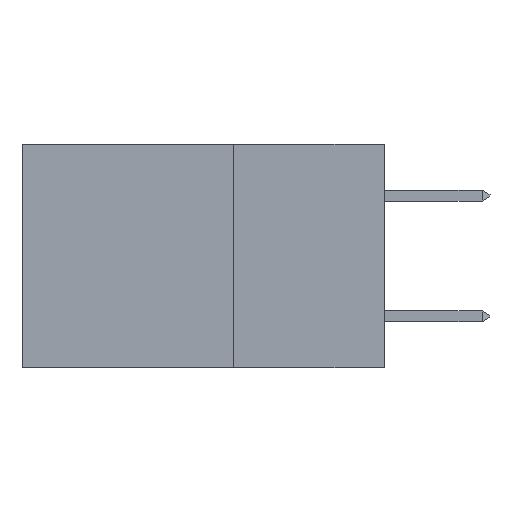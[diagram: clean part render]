
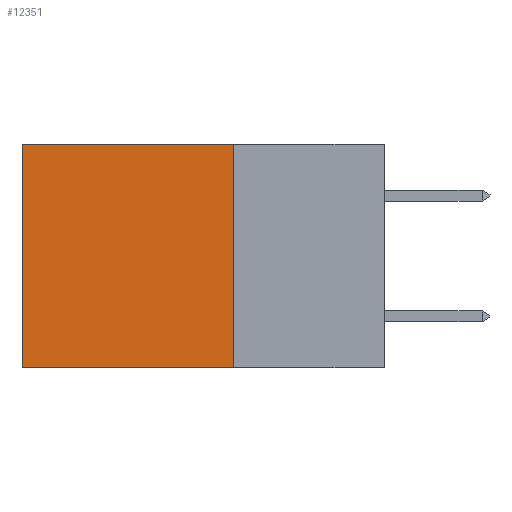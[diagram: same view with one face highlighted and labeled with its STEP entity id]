
A CAD part, left-side view. The second image highlights one B-rep face of the part: STEP entity #12351.
In plain terms, the highlighted planar face has unit normal (-1, 0, 0).
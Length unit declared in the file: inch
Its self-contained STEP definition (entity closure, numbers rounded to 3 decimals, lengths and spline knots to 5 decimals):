
#606 = VECTOR ( 'NONE', #12106, 39.37008 ) ;
#2159 = EDGE_CURVE ( 'NONE', #8538, #10569, #2493, .T. ) ;
#2493 = LINE ( 'NONE', #13511, #22142 ) ;
#3947 = CARTESIAN_POINT ( 'NONE',  ( 0.2875, 0.25, 0. ) ) ;
#4118 = VERTEX_POINT ( 'NONE', #22665 ) ;
#4783 = VECTOR ( 'NONE', #5190, 39.37008 ) ;
#5190 = DIRECTION ( 'NONE',  ( 0., 1., 0. ) ) ;
#5996 = CARTESIAN_POINT ( 'NONE',  ( 0.2875, 0.6, 0. ) ) ;
#6792 = CARTESIAN_POINT ( 'NONE',  ( 0.2875, 0.25, -0.37 ) ) ;
#7717 = ORIENTED_EDGE ( 'NONE', *, *, #2159, .T. ) ;
#8538 = VERTEX_POINT ( 'NONE', #20486 ) ;
#9044 = AXIS2_PLACEMENT_3D ( 'NONE', #3947, #9359, #15178 ) ;
#9359 = DIRECTION ( 'NONE',  ( 1., 0., 0. ) ) ;
#10492 = ORIENTED_EDGE ( 'NONE', *, *, #14103, .F. ) ;
#10569 = VERTEX_POINT ( 'NONE', #20819 ) ;
#12106 = DIRECTION ( 'NONE',  ( 0., 0., -1. ) ) ;
#12351 = ADVANCED_FACE ( 'NONE', ( #24538 ), #15701, .F. ) ;
#13395 = LINE ( 'NONE', #21532, #606 ) ;
#13511 = CARTESIAN_POINT ( 'NONE',  ( 0.2875, 0.25, 0. ) ) ;
#13732 = DIRECTION ( 'NONE',  ( 0., 0., -1. ) ) ;
#13950 = EDGE_CURVE ( 'NONE', #8538, #21432, #13395, .T. ) ;
#14103 = EDGE_CURVE ( 'NONE', #21432, #4118, #24124, .T. ) ;
#15172 = ORIENTED_EDGE ( 'NONE', *, *, #17232, .T. ) ;
#15178 = DIRECTION ( 'NONE',  ( 0., 0., -1. ) ) ;
#15701 = PLANE ( 'NONE',  #9044 ) ;
#17232 = EDGE_CURVE ( 'NONE', #10569, #4118, #19052, .T. ) ;
#17740 = DIRECTION ( 'NONE',  ( 0., 1., 0. ) ) ;
#19052 = LINE ( 'NONE', #5996, #19917 ) ;
#19767 = EDGE_LOOP ( 'NONE', ( #15172, #10492, #24226, #7717 ) ) ;
#19917 = VECTOR ( 'NONE', #13732, 39.37008 ) ;
#20486 = CARTESIAN_POINT ( 'NONE',  ( 0.2875, 0.25, 0. ) ) ;
#20819 = CARTESIAN_POINT ( 'NONE',  ( 0.2875, 0.6, 0. ) ) ;
#21432 = VERTEX_POINT ( 'NONE', #6792 ) ;
#21532 = CARTESIAN_POINT ( 'NONE',  ( 0.2875, 0.25, 0. ) ) ;
#22142 = VECTOR ( 'NONE', #17740, 39.37008 ) ;
#22665 = CARTESIAN_POINT ( 'NONE',  ( 0.2875, 0.6, -0.37 ) ) ;
#24124 = LINE ( 'NONE', #24160, #4783 ) ;
#24160 = CARTESIAN_POINT ( 'NONE',  ( 0.2875, 0.25, -0.37 ) ) ;
#24226 = ORIENTED_EDGE ( 'NONE', *, *, #13950, .F. ) ;
#24538 = FACE_OUTER_BOUND ( 'NONE', #19767, .T. ) ;
